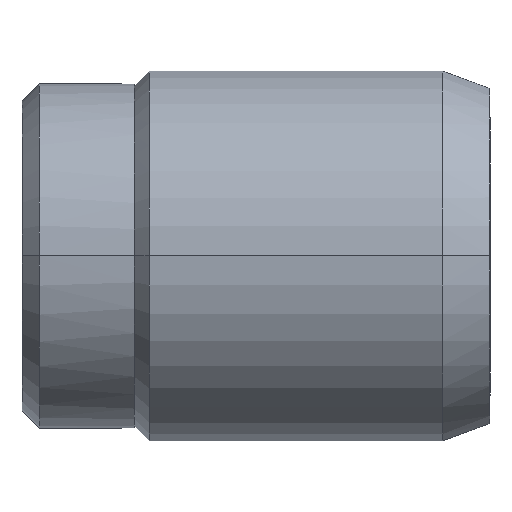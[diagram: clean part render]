
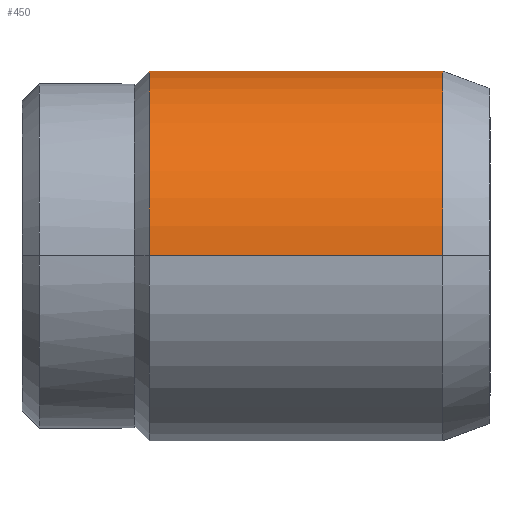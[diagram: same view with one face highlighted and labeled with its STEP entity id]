
A CAD part, top view. The second image highlights one B-rep face of the part: STEP entity #450.
In plain terms, the highlighted cylindrical face has radius 2.54 mm (diameter 5.08 mm), a partial arc.
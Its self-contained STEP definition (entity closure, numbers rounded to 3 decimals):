
#13=CARTESIAN_POINT('POS2',(-0.642,0.,
   0.));
#14=DIRECTION('DIR2',(1.,0.,
   0.));
#15=DIRECTION('DIR3',(0.,0.,
   1.));
#16=AXIS2_PLACEMENT_3D('AXIS1',#13,#14,#15);
#17=CIRCLE('ELLIPSE1',#16,2.54);
#112=CARTESIAN_POINT('POINT13',(-0.642,
   0.,2.54));
#113=VERTEX_POINT('VERTEX13',#112);
#126=CARTESIAN_POINT('POINT16',(-0.642,
   2.509,0.394));
#127=VERTEX_POINT('VERTEX16',#126);
#134=EDGE_CURVE('EDGE16',#127,#113,#17,.T.);
#307=CARTESIAN_POINT('POS20',(-4.623,0.,
   0.));
#308=DIRECTION('DIR30',(1.,0.,
   0.));
#309=DIRECTION('DIR31',(0.,0.,
   1.));
#310=AXIS2_PLACEMENT_3D('AXIS11',#307,#308,#309);
#311=CIRCLE('ELLIPSE7',#310,2.54);
#323=CARTESIAN_POINT('POS22',(-2.632,0.,
   0.));
#324=DIRECTION('DIR33',(1.,0.,
   0.));
#325=DIRECTION('DIR34',(0.,0.,
   1.));
#326=AXIS2_PLACEMENT_3D('AXIS12',#323,#324,#325);
#327=CYLINDRICAL_SURFACE('CONE_SURF4',#326,2.54);
#411=CARTESIAN_POINT('POINT35',(-4.623,2.509,
   0.394));
#412=VERTEX_POINT('VERTEX35',#411);
#419=CARTESIAN_POINT('POS32',(-2.632,
   2.509,0.394));
#420=DIRECTION('DIR47',(-1.,0.,0.));
#421=VECTOR('VEC17',#420,25.4);
#422=LINE('STRAIGHT17',#419,#421);
#423=EDGE_CURVE('EDGE51',#127,#412,#422,.T.);
#436=CARTESIAN_POINT('POINT36',(-4.623,0.,
   2.54));
#437=VERTEX_POINT('VERTEX36',#436);
#438=CARTESIAN_POINT('POS34',(-2.632,
   0.,2.54));
#439=DIRECTION('DIR50',(1.,0.,0.));
#440=VECTOR('VEC18',#439,1.);
#441=LINE('STRAIGHT18',#438,#440);
#442=EDGE_CURVE('EDGE52',#437,#113,#441,.T.);
#443=ORIENTED_EDGE('COEDGE79',*,*,#442,.T.);
#444=ORIENTED_EDGE('COEDGE80',*,*,#134,.F.);
#445=ORIENTED_EDGE('COEDGE81',*,*,#423,.T.);
#446=EDGE_CURVE('EDGE53',#412,#437,#311,.T.);
#447=ORIENTED_EDGE('COEDGE82',*,*,#446,.T.);
#448=EDGE_LOOP('NONE',(#443,#444,#445,#447));
#449=FACE_BOUND('LOOP1',#448,.T.);
#450=ADVANCED_FACE('FACE17',(#449),#327,.T.);
